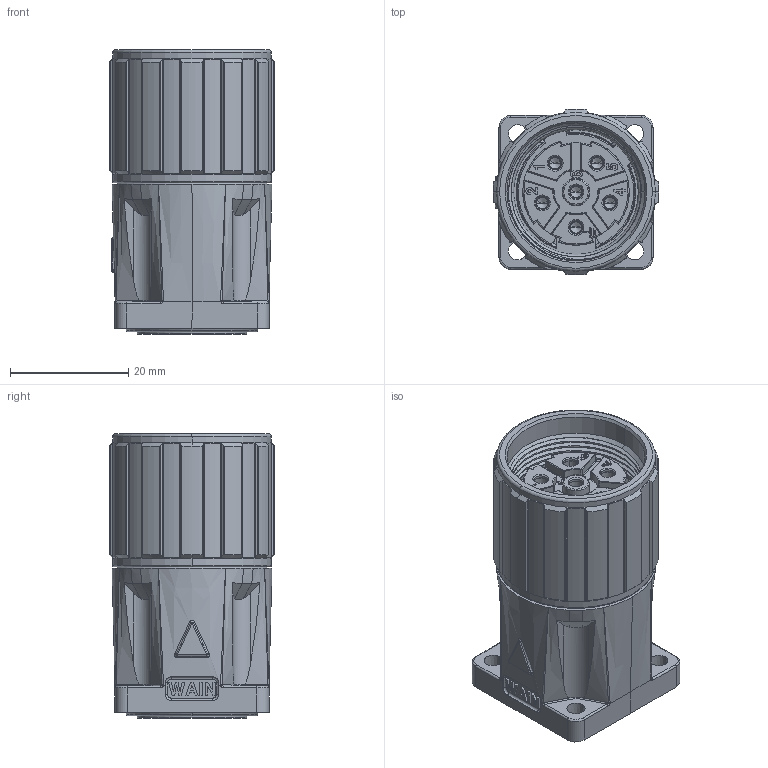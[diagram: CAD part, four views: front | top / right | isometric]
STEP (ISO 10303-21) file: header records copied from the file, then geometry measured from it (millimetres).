
FILE_DESCRIPTION((''),'2;1');
FILE_NAME('M23-FC06-BK26','2021-09-29T',('gy.ye'),(''),'PRO/ENGINEER BY PARAMETRIC TECHNOLOGY CORPORATION, 2012480','PRO/ENGINEER BY PARAMETRIC TECHNOLOGY CORPORATION, 2012480','');
FILE_SCHEMA(('CONFIG_CONTROL_DESIGN'));
Products named in the file (1): M23-FC06-BK26
Bounding box: 28 x 27.98 x 48.05 mm (x, y, z)
Volume: 20783.9 mm3; surface area: 20454.3 mm2
Topology: 2 solids, 2 shells, 1901 faces, 5317 edges, 3360 vertices
Faces by surface type: plane 522, cone 458, cylinder 432, bspline 249, torus 165, extrusion 57, sphere 18
Entity records: 98148 total; most frequent: CARTESIAN_POINT 41798, ORIENTED_EDGE 10610, DIRECTION 8413, EDGE_CURVE 5305, VERTEX_POINT 3360, AXIS2_PLACEMENT_3D 3359, EDGE_LOOP 2009, B_SPLINE_CURVE_WITH_KNOTS 1960
